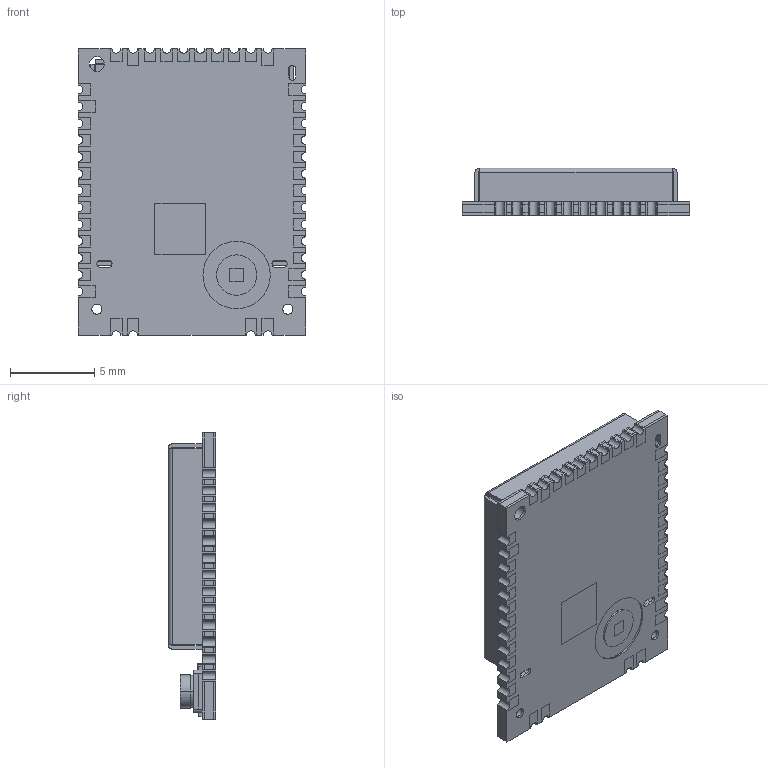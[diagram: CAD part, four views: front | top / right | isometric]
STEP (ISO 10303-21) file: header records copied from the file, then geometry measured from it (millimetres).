
FILE_DESCRIPTION (( 'STEP AP214' ), '1' );
FILE_NAME ('WLR089U0-I_RM.STEP', '2022-12-08T11:05:52', ( '' ), ( '' ), 'SwSTEP 2.0', 'SolidWorks 2017', '' );
FILE_SCHEMA (( 'AUTOMOTIVE_DESIGN' ));
Length unit declared in the file: millimetre
Products named in the file (1): WLR089U0-I_RM
Bounding box: 13.5 x 2.8 x 17 mm (x, y, z)
Volume: 228.1 mm3; surface area: 2003.1 mm2
Topology: 63 solids, 63 shells, 1126 faces, 2992 edges, 1994 vertices
Faces by surface type: plane 1010, cylinder 114, cone 2
Entity records: 35114 total; most frequent: CARTESIAN_POINT 6113, ORIENTED_EDGE 5984, DIRECTION 5476, EDGE_CURVE 2992, LINE 2762, VECTOR 2762, VERTEX_POINT 1994, AXIS2_PLACEMENT_3D 1357
